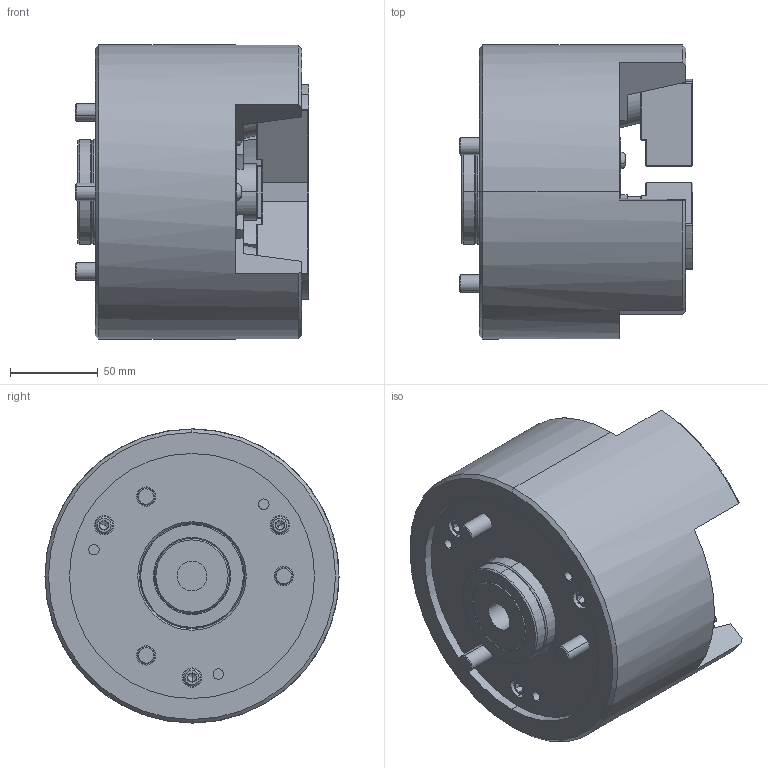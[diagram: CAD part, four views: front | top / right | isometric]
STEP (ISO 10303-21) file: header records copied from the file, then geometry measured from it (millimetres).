
FILE_DESCRIPTION (( 'STEP AP203' ), '1' );
FILE_NAME ('3U-206.STEP', '2017-01-19T02:05:08', ( 'temp' ), ( '' ), 'SwSTEP 2.0', 'SolidWorks 2016', '' );
FILE_SCHEMA (( 'CONFIG_CONTROL_DESIGN' ));
Length unit declared in the file: millimetre
Products named in the file (14): M10x80; 3U-206軟爪; M6x14; M10x25; 3U-206; M6x8固定螺絲; 3U-206 本體; 3U-206防塵蓋; 3U-206 主爪; 3U-206 中仁; 3U-206 法蘭蓋; 3U-206連結螺帽; M5x10半圓頭; 3U-206壓環
Assembly tree (25 placements, depth 2):
  3U-206
    3U-206 本體
    3U-206 主爪  x3
    3U-206 中仁
    3U-206 法蘭蓋
    3U-206連結螺帽
    3U-206壓環
    3U-206軟爪  x3
    M10x25  x3
    M6x8固定螺絲
    3U-206防塵蓋
    M5x10半圓頭  x3
    M10x80  x3
    M6x14  x3
Bounding box: 133.5 x 168 x 168 mm (x, y, z)
Volume: 1842556.3 mm3; surface area: 306156.1 mm2
Topology: 25 solids, 25 shells, 723 faces, 1683 edges, 1020 vertices
Faces by surface type: plane 352, cylinder 215, cone 137, torus 13, bspline 6
Entity records: 14127 total; most frequent: CARTESIAN_POINT 2459, DIRECTION 2207, ORIENTED_EDGE 1950, EDGE_CURVE 975, AXIS2_PLACEMENT_3D 882, VERTEX_POINT 616, EDGE_LOOP 497, VECTOR 443
